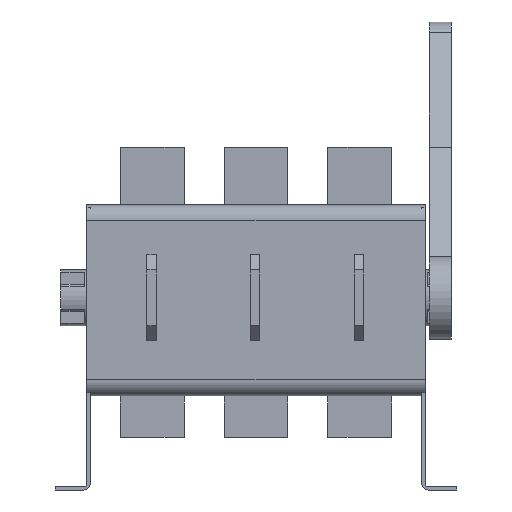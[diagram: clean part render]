
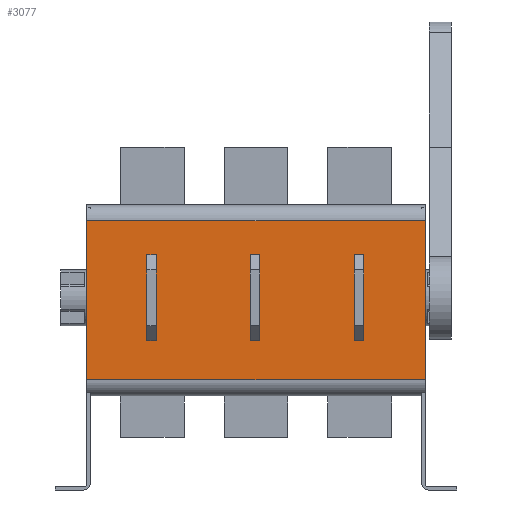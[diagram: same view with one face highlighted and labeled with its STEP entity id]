
A CAD part, front view. The second image highlights one B-rep face of the part: STEP entity #3077.
In plain terms, the highlighted planar face has unit normal (0, -1, 0).
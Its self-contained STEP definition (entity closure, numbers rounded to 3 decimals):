
#183 = CARTESIAN_POINT ( 'NONE',  ( -106., -114., -10. ) ) ;
#284 = CARTESIAN_POINT ( 'NONE',  ( 106., -114., -10. ) ) ;
#387 = VERTEX_POINT ( 'NONE', #2999 ) ;
#1013 = VECTOR ( 'NONE', #4933, 1000. ) ;
#1736 = CARTESIAN_POINT ( 'NONE',  ( 106., -114., -110. ) ) ;
#1882 = CARTESIAN_POINT ( 'NONE',  ( 106., -114., -110. ) ) ;
#2263 = EDGE_LOOP ( 'NONE', ( #9011, #2768, #3911, #8831 ) ) ;
#2483 = VERTEX_POINT ( 'NONE', #1882 ) ;
#2610 = DIRECTION ( 'NONE',  ( 1., 0., 0. ) ) ;
#2768 = ORIENTED_EDGE ( 'NONE', *, *, #6953, .T. ) ;
#2999 = CARTESIAN_POINT ( 'NONE',  ( -106., -114., -110. ) ) ;
#3077 = ADVANCED_FACE ( 'NONE', ( #7539 ), #9332, .T. ) ;
#3299 = CARTESIAN_POINT ( 'NONE',  ( 106., -114., -120. ) ) ;
#3497 = VERTEX_POINT ( 'NONE', #284 ) ;
#3911 = ORIENTED_EDGE ( 'NONE', *, *, #9147, .T. ) ;
#4207 = AXIS2_PLACEMENT_3D ( 'NONE', #4589, #9657, #6034 ) ;
#4330 = LINE ( 'NONE', #10140, #5118 ) ;
#4589 = CARTESIAN_POINT ( 'NONE',  ( -106., -114., -120. ) ) ;
#4685 = LINE ( 'NONE', #1736, #7096 ) ;
#4796 = VECTOR ( 'NONE', #6661, 1000. ) ;
#4933 = DIRECTION ( 'NONE',  ( -1., 0., 0. ) ) ;
#5118 = VECTOR ( 'NONE', #10639, 1000. ) ;
#5134 = EDGE_CURVE ( 'NONE', #3497, #10656, #5294, .T. ) ;
#5294 = LINE ( 'NONE', #7602, #1013 ) ;
#5831 = EDGE_CURVE ( 'NONE', #387, #10656, #4330, .T. ) ;
#6034 = DIRECTION ( 'NONE',  ( 0., 0., -1. ) ) ;
#6661 = DIRECTION ( 'NONE',  ( 0., 0., 1. ) ) ;
#6953 = EDGE_CURVE ( 'NONE', #387, #2483, #4685, .T. ) ;
#7096 = VECTOR ( 'NONE', #2610, 1000. ) ;
#7539 = FACE_OUTER_BOUND ( 'NONE', #2263, .T. ) ;
#7602 = CARTESIAN_POINT ( 'NONE',  ( -106., -114., -10. ) ) ;
#8831 = ORIENTED_EDGE ( 'NONE', *, *, #5134, .T. ) ;
#9011 = ORIENTED_EDGE ( 'NONE', *, *, #5831, .F. ) ;
#9147 = EDGE_CURVE ( 'NONE', #2483, #3497, #10539, .T. ) ;
#9332 = PLANE ( 'NONE',  #4207 ) ;
#9657 = DIRECTION ( 'NONE',  ( 0., -1., 0. ) ) ;
#10140 = CARTESIAN_POINT ( 'NONE',  ( -106., -114., -120. ) ) ;
#10539 = LINE ( 'NONE', #3299, #4796 ) ;
#10639 = DIRECTION ( 'NONE',  ( 0., 0., 1. ) ) ;
#10656 = VERTEX_POINT ( 'NONE', #183 ) ;
